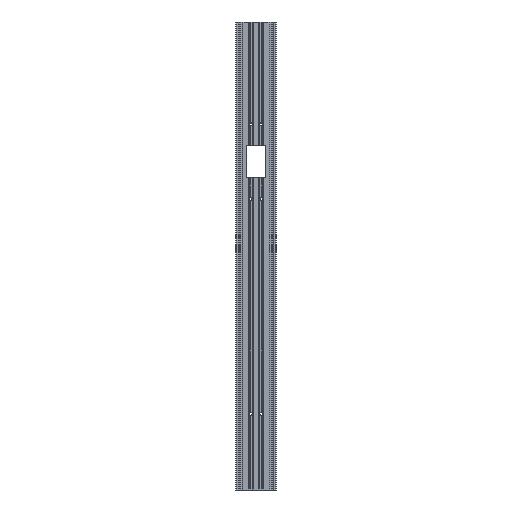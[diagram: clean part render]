
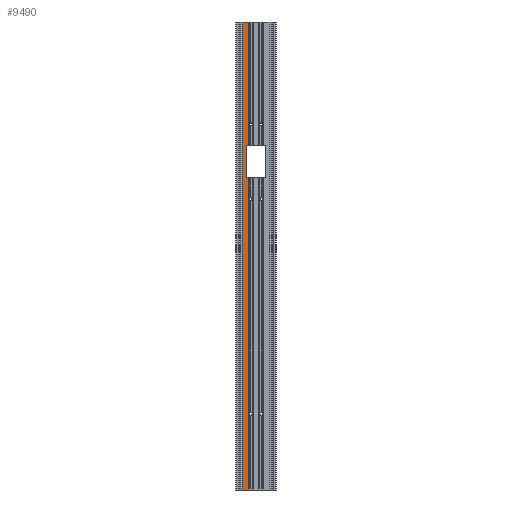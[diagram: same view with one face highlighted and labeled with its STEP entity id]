
A CAD part, left-side view. The second image highlights one B-rep face of the part: STEP entity #9490.
In plain terms, the highlighted planar face has unit normal (-1, 0, 0).
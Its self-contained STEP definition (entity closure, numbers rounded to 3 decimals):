
#225=FACE_OUTER_BOUND('',#697,.T.);
#697=EDGE_LOOP('',(#6692,#6693,#6694,#6695,#6696,#6697,#6698,#6699));
#1336=LINE('',#13931,#2594);
#1343=LINE('',#13946,#2601);
#1507=LINE('',#14273,#2765);
#1538=LINE('',#14459,#2796);
#1539=LINE('',#14461,#2797);
#1540=LINE('',#14463,#2798);
#1541=LINE('',#14465,#2799);
#1542=LINE('',#14466,#2800);
#2594=VECTOR('',#10931,10.);
#2601=VECTOR('',#10942,10.);
#2765=VECTOR('',#11112,10.);
#2796=VECTOR('',#11193,1000.);
#2797=VECTOR('',#11194,10.);
#2798=VECTOR('',#11195,1000.);
#2799=VECTOR('',#11196,1000.);
#2800=VECTOR('',#11197,1000.);
#3944=VERTEX_POINT('',#13928);
#3945=VERTEX_POINT('',#13930);
#3951=VERTEX_POINT('',#13945);
#4111=VERTEX_POINT('',#14271);
#4153=VERTEX_POINT('',#14458);
#4154=VERTEX_POINT('',#14460);
#4155=VERTEX_POINT('',#14462);
#4156=VERTEX_POINT('',#14464);
#4945=EDGE_CURVE('',#3945,#3944,#1336,.T.);
#4952=EDGE_CURVE('',#3951,#3945,#1343,.T.);
#5118=EDGE_CURVE('',#3944,#4111,#1507,.T.);
#5169=EDGE_CURVE('',#4153,#4111,#1538,.T.);
#5170=EDGE_CURVE('',#4153,#4154,#1539,.T.);
#5171=EDGE_CURVE('',#4154,#4155,#1540,.T.);
#5172=EDGE_CURVE('',#4156,#4155,#1541,.T.);
#5173=EDGE_CURVE('',#3951,#4156,#1542,.T.);
#6692=ORIENTED_EDGE('',*,*,#4952,.T.);
#6693=ORIENTED_EDGE('',*,*,#4945,.T.);
#6694=ORIENTED_EDGE('',*,*,#5118,.T.);
#6695=ORIENTED_EDGE('',*,*,#5169,.F.);
#6696=ORIENTED_EDGE('',*,*,#5170,.T.);
#6697=ORIENTED_EDGE('',*,*,#5171,.T.);
#6698=ORIENTED_EDGE('',*,*,#5172,.F.);
#6699=ORIENTED_EDGE('',*,*,#5173,.F.);
#9056=PLANE('',#10081);
#9490=ADVANCED_FACE('',(#225),#9056,.T.);
#10081=AXIS2_PLACEMENT_3D('',#14457,#11191,#11192);
#10931=DIRECTION('',(0.,0.,1.));
#10942=DIRECTION('',(0.,1.,0.));
#11112=DIRECTION('',(0.,-1.,0.));
#11191=DIRECTION('center_axis',(-1.,0.,0.));
#11192=DIRECTION('ref_axis',(0.,-1.,0.));
#11193=DIRECTION('',(0.,0.,-1.));
#11194=DIRECTION('',(0.,1.,0.));
#11195=DIRECTION('',(0.,0.,-1.));
#11196=DIRECTION('',(0.,1.,0.));
#11197=DIRECTION('',(0.,0.,-1.));
#13928=CARTESIAN_POINT('',(-20.,18.,673.));
#13930=CARTESIAN_POINT('',(-20.,18.,610.));
#13931=CARTESIAN_POINT('',(-20.,18.,836.5));
#13945=CARTESIAN_POINT('',(-20.,14.58,610.));
#13946=CARTESIAN_POINT('',(-20.,9.,610.));
#14271=CARTESIAN_POINT('',(-20.,14.58,673.));
#14273=CARTESIAN_POINT('',(-20.,-9.,673.));
#14457=CARTESIAN_POINT('Origin',(-20.,0.,1000.));
#14458=CARTESIAN_POINT('',(-20.,14.58,914.));
#14459=CARTESIAN_POINT('',(-20.,14.58,1000.));
#14460=CARTESIAN_POINT('',(-20.,25.42,914.));
#14461=CARTESIAN_POINT('',(-20.,0.,914.));
#14462=CARTESIAN_POINT('',(-20.,25.42,0.));
#14463=CARTESIAN_POINT('',(-20.,25.42,1000.));
#14464=CARTESIAN_POINT('',(-20.,14.58,0.));
#14465=CARTESIAN_POINT('',(-20.,0.,0.));
#14466=CARTESIAN_POINT('',(-20.,14.58,1000.));
